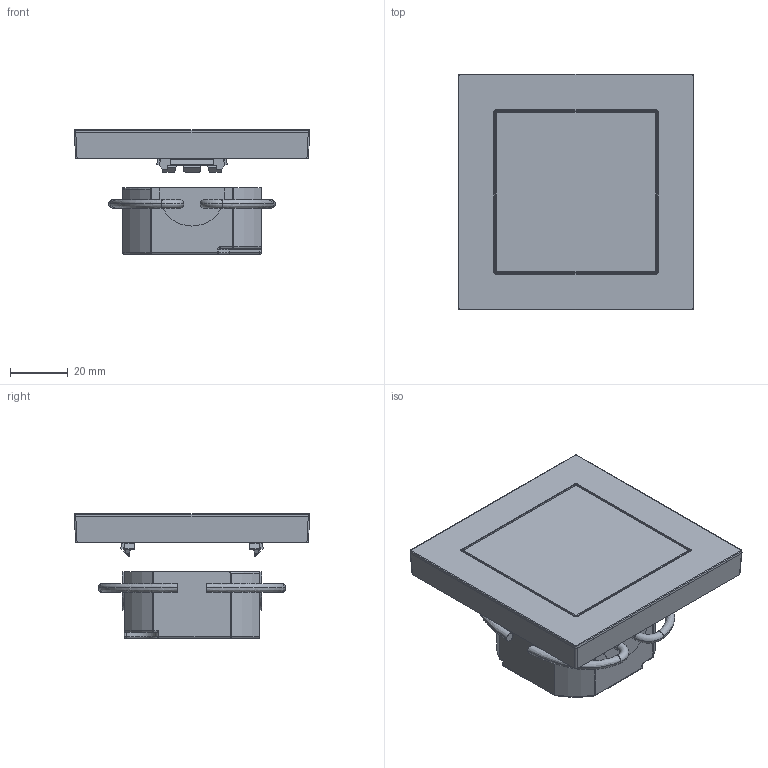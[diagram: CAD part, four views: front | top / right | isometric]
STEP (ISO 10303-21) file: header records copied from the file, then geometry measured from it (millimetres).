
FILE_DESCRIPTION((''),'2;1');
FILE_NAME('WAA5151WG_ASM','2025-03-28T16:11:38',('andolfs'),(''),'CREO PARAMETRIC BY PTC INC, 2023154','CREO PARAMETRIC BY PTC INC, 2023154','');
FILE_SCHEMA(('AUTOMOTIVE_DESIGN { 1 0 10303 214 1 1 1 1 }'));
Products named in the file (12): W4G0067_18; W1A2155_80; W1A2377_80; UPEINSATZHCR_100000009; UPEINSATZHCR_100000010; UPEINSATZHCR_100000011; UPEINSATZHCR_100000012; UPEINSATZHCR_100000013; UPEINSATZHCR_100000014; UPEINSATZHCR_100000002_ASM; UPEINSATZHCR_100000001_ASM; WAA5151WG_ASM
Assembly tree (11 placements, depth 4):
  WAA5151WG_ASM
    W4G0067_18
    W1A2155_80
    W1A2377_80
    UPEINSATZHCR_100000001_ASM
      UPEINSATZHCR_100000002_ASM
        UPEINSATZHCR_100000009
        UPEINSATZHCR_100000010
        UPEINSATZHCR_100000011
        UPEINSATZHCR_100000012
        UPEINSATZHCR_100000013
        UPEINSATZHCR_100000014
Bounding box: 81.5 x 81.5 x 43 mm (x, y, z)
Volume: 73297.6 mm3; surface area: 42649.8 mm2
Topology: 8 solids, 8 shells, 3512 faces, 9532 edges, 6182 vertices
Faces by surface type: plane 1647, extrusion 869, cylinder 643, bspline 238, sphere 52, torus 47, cone 12, revolution 4
Entity records: 169179 total; most frequent: CARTESIAN_POINT 48446, ORIENTED_EDGE 19038, DIRECTION 13877, PRESENTATION_STYLE_ASSIGNMENT 10112, STYLED_ITEM 10047, EDGE_CURVE 9519, CURVE_STYLE 8593, VECTOR 6817
